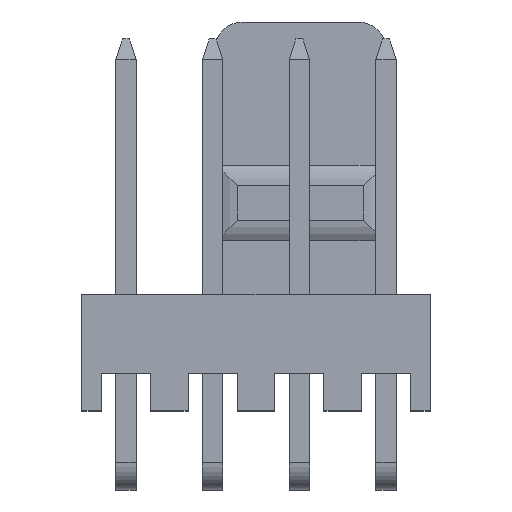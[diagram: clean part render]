
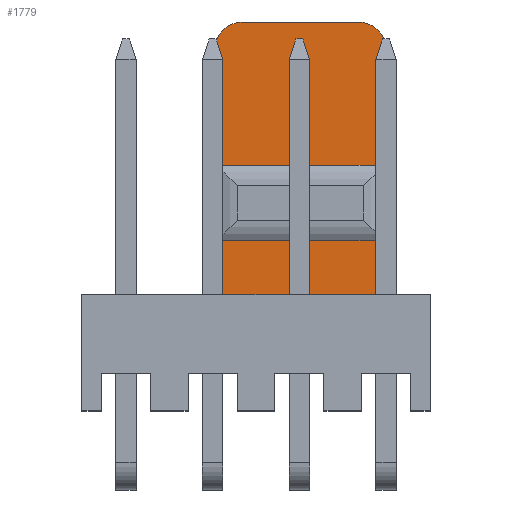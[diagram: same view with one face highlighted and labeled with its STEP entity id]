
A CAD part, top view. The second image highlights one B-rep face of the part: STEP entity #1779.
In plain terms, the highlighted planar face has unit normal (0, 0, 1).
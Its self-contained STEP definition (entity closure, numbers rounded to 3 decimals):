
#18 = CARTESIAN_POINT ( 'NONE',  ( 3.8, 3.4, 0.8 ) ) ;
#188 = EDGE_CURVE ( 'NONE', #2110, #1917, #1727, .T. ) ;
#277 = DIRECTION ( 'NONE',  ( -1., 0., 0. ) ) ;
#297 = ORIENTED_EDGE ( 'NONE', *, *, #986, .T. ) ;
#311 = FACE_BOUND ( 'NONE', #2487, .T. ) ;
#314 = VECTOR ( 'NONE', #2560, 1000. ) ;
#348 = CARTESIAN_POINT ( 'NONE',  ( -1.15, 7.2, 0.8 ) ) ;
#358 = EDGE_CURVE ( 'NONE', #586, #1534, #1568, .T. ) ;
#361 = CARTESIAN_POINT ( 'NONE',  ( 3.75, 5.2, 0.8 ) ) ;
#371 = EDGE_CURVE ( 'NONE', #1534, #1436, #1508, .T. ) ;
#389 = EDGE_CURVE ( 'NONE', #1591, #586, #1027, .T. ) ;
#396 = CARTESIAN_POINT ( 'NONE',  ( -0.4, 11.4, 0.8 ) ) ;
#398 = CIRCLE ( 'NONE', #878, 0.8 ) ;
#432 = VECTOR ( 'NONE', #277, 1000. ) ;
#437 = EDGE_CURVE ( 'NONE', #650, #554, #976, .T. ) ;
#547 = LINE ( 'NONE', #1167, #791 ) ;
#554 = VERTEX_POINT ( 'NONE', #615 ) ;
#586 = VERTEX_POINT ( 'NONE', #1043 ) ;
#597 = ORIENTED_EDGE ( 'NONE', *, *, #371, .T. ) ;
#615 = CARTESIAN_POINT ( 'NONE',  ( -1.2, 3.4, 0.8 ) ) ;
#650 = VERTEX_POINT ( 'NONE', #855 ) ;
#791 = VECTOR ( 'NONE', #2207, 1000. ) ;
#855 = CARTESIAN_POINT ( 'NONE',  ( -1.2, 10.6, 0.8 ) ) ;
#878 = AXIS2_PLACEMENT_3D ( 'NONE', #2525, #910, #2518 ) ;
#910 = DIRECTION ( 'NONE',  ( 0., 0., 1. ) ) ;
#964 = PLANE ( 'NONE',  #2486 ) ;
#969 = ORIENTED_EDGE ( 'NONE', *, *, #389, .T. ) ;
#976 = LINE ( 'NONE', #1784, #1351 ) ;
#986 = EDGE_CURVE ( 'NONE', #554, #1591, #1828, .T. ) ;
#990 = DIRECTION ( 'NONE',  ( 1., 0., 0. ) ) ;
#1027 = LINE ( 'NONE', #1328, #1866 ) ;
#1043 = CARTESIAN_POINT ( 'NONE',  ( 3.8, 10.6, 0.8 ) ) ;
#1056 = VECTOR ( 'NONE', #1224, 1000. ) ;
#1130 = ORIENTED_EDGE ( 'NONE', *, *, #2140, .T. ) ;
#1164 = DIRECTION ( 'NONE',  ( 0., -1., 0. ) ) ;
#1167 = CARTESIAN_POINT ( 'NONE',  ( 3.55, 7.2, 0.8 ) ) ;
#1224 = DIRECTION ( 'NONE',  ( -1., 0., 0. ) ) ;
#1230 = EDGE_CURVE ( 'NONE', #1436, #650, #398, .T. ) ;
#1263 = CARTESIAN_POINT ( 'NONE',  ( 0., 11.4, 0.8 ) ) ;
#1279 = DIRECTION ( 'NONE',  ( 0., 0., 1. ) ) ;
#1300 = VERTEX_POINT ( 'NONE', #1552 ) ;
#1323 = EDGE_CURVE ( 'NONE', #1917, #2211, #1841, .T. ) ;
#1328 = CARTESIAN_POINT ( 'NONE',  ( 3.8, 0., 0.8 ) ) ;
#1351 = VECTOR ( 'NONE', #1164, 1000. ) ;
#1361 = ORIENTED_EDGE ( 'NONE', *, *, #1323, .T. ) ;
#1400 = DIRECTION ( 'NONE',  ( 0., 0., 1. ) ) ;
#1405 = LINE ( 'NONE', #361, #2426 ) ;
#1436 = VERTEX_POINT ( 'NONE', #396 ) ;
#1478 = EDGE_CURVE ( 'NONE', #2211, #1300, #547, .T. ) ;
#1491 = CARTESIAN_POINT ( 'NONE',  ( 3., 10.6, 0.8 ) ) ;
#1508 = LINE ( 'NONE', #1263, #432 ) ;
#1534 = VERTEX_POINT ( 'NONE', #1677 ) ;
#1552 = CARTESIAN_POINT ( 'NONE',  ( 3.75, 7.2, 0.8 ) ) ;
#1568 = CIRCLE ( 'NONE', #2245, 0.8 ) ;
#1571 = CARTESIAN_POINT ( 'NONE',  ( 0., 0., 0.8 ) ) ;
#1591 = VERTEX_POINT ( 'NONE', #18 ) ;
#1662 = DIRECTION ( 'NONE',  ( 0., -1., 0. ) ) ;
#1677 = CARTESIAN_POINT ( 'NONE',  ( 3., 11.4, 0.8 ) ) ;
#1724 = VECTOR ( 'NONE', #1845, 1000. ) ;
#1727 = LINE ( 'NONE', #2441, #1056 ) ;
#1779 = ADVANCED_FACE ( 'NONE', ( #311, #2071 ), #964, .T. ) ;
#1784 = CARTESIAN_POINT ( 'NONE',  ( -1.2, 0., 0.8 ) ) ;
#1828 = LINE ( 'NONE', #2443, #1724 ) ;
#1841 = LINE ( 'NONE', #2346, #314 ) ;
#1845 = DIRECTION ( 'NONE',  ( 1., 0., 0. ) ) ;
#1866 = VECTOR ( 'NONE', #1966, 1000. ) ;
#1917 = VERTEX_POINT ( 'NONE', #1922 ) ;
#1922 = CARTESIAN_POINT ( 'NONE',  ( -1.15, 5., 0.8 ) ) ;
#1966 = DIRECTION ( 'NONE',  ( 0., 1., 0. ) ) ;
#1972 = ORIENTED_EDGE ( 'NONE', *, *, #358, .T. ) ;
#2041 = ORIENTED_EDGE ( 'NONE', *, *, #437, .T. ) ;
#2071 = FACE_OUTER_BOUND ( 'NONE', #2176, .T. ) ;
#2110 = VERTEX_POINT ( 'NONE', #2232 ) ;
#2140 = EDGE_CURVE ( 'NONE', #1300, #2110, #1405, .T. ) ;
#2176 = EDGE_LOOP ( 'NONE', ( #597, #2418, #2041, #297, #969, #1972 ) ) ;
#2207 = DIRECTION ( 'NONE',  ( 1., 0., 0. ) ) ;
#2211 = VERTEX_POINT ( 'NONE', #348 ) ;
#2232 = CARTESIAN_POINT ( 'NONE',  ( 3.75, 5., 0.8 ) ) ;
#2245 = AXIS2_PLACEMENT_3D ( 'NONE', #1491, #1279, #2477 ) ;
#2346 = CARTESIAN_POINT ( 'NONE',  ( -1.15, 0., 0.8 ) ) ;
#2349 = ORIENTED_EDGE ( 'NONE', *, *, #188, .T. ) ;
#2418 = ORIENTED_EDGE ( 'NONE', *, *, #1230, .T. ) ;
#2426 = VECTOR ( 'NONE', #1662, 1000. ) ;
#2441 = CARTESIAN_POINT ( 'NONE',  ( 0., 5., 0.8 ) ) ;
#2443 = CARTESIAN_POINT ( 'NONE',  ( 0., 3.4, 0.8 ) ) ;
#2445 = ORIENTED_EDGE ( 'NONE', *, *, #1478, .T. ) ;
#2477 = DIRECTION ( 'NONE',  ( 1., 0., 0. ) ) ;
#2486 = AXIS2_PLACEMENT_3D ( 'NONE', #1571, #1400, #990 ) ;
#2487 = EDGE_LOOP ( 'NONE', ( #2349, #1361, #2445, #1130 ) ) ;
#2518 = DIRECTION ( 'NONE',  ( 1., 0., 0. ) ) ;
#2525 = CARTESIAN_POINT ( 'NONE',  ( -0.4, 10.6, 0.8 ) ) ;
#2560 = DIRECTION ( 'NONE',  ( 0., 1., 0. ) ) ;
